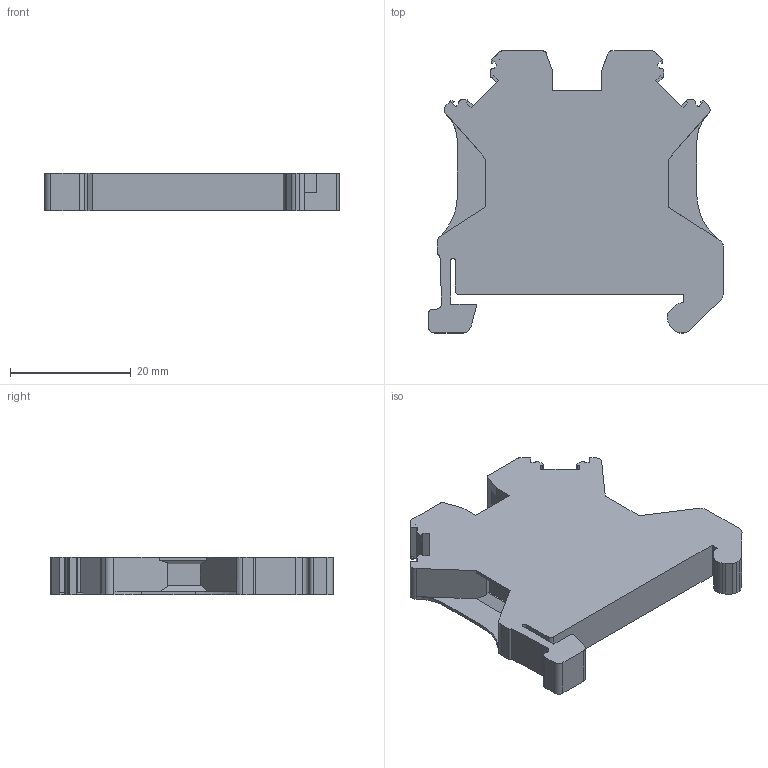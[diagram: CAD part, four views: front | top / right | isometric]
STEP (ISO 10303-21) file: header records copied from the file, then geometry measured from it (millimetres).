
FILE_DESCRIPTION(/* description */ (''),/* implementation_level */ '2;1');
FILE_NAME(/* name */ 'TU4-2-PE.stp',/* time_stamp */ '2022-03-15T10:14:19+08:00',/* author */ (''),/* organization */ (''),/* preprocessor_version */ 'ST-DEVELOPER v16.7',/* originating_system */ 'SIEMENS PLM Software NX 12.0',/* authorisation */ '');
FILE_SCHEMA (('AP203_CONFIGURATION_CONTROLLED_3D_DESIGN_OF_MECHANICAL_PARTS_AND_ASSEMBLIES_MIM_LF { 1 0 10303 403 2 1 2}'));
Length unit declared in the file: millimetre
Products named in the file (1): tu4-2-pe_stp
Bounding box: 48.76 x 46.63 x 6.2 mm (x, y, z)
Volume: 8827.9 mm3; surface area: 5220.5 mm2
Topology: 1 solids, 10 shells, 273 faces, 745 edges, 495 vertices
Faces by surface type: plane 195, cylinder 74, torus 4
Entity records: 8698 total; most frequent: CARTESIAN_POINT 1576, ORIENTED_EDGE 1490, DIRECTION 1434, EDGE_CURVE 745, LINE 564, VECTOR 564, VERTEX_POINT 495, AXIS2_PLACEMENT_3D 435
